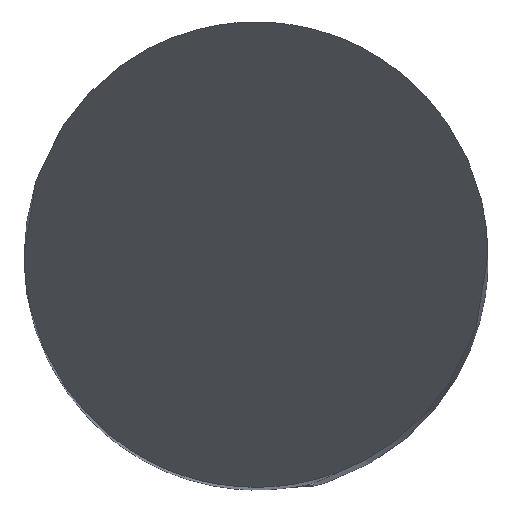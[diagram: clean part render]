
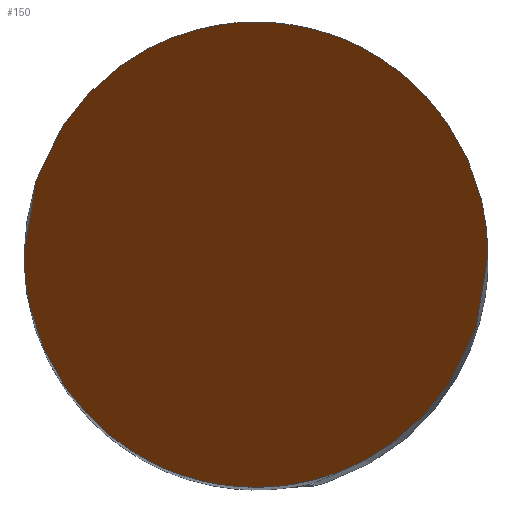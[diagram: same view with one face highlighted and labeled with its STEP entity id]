
A CAD part, top view. The second image highlights one B-rep face of the part: STEP entity #150.
In plain terms, the highlighted planar face has unit normal (0, -0.866, 0.5).
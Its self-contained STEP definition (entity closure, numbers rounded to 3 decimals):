
#150=ADVANCED_FACE('',(#195),#181,.F.);
#181=PLANE('',#610);
#195=FACE_OUTER_BOUND('',#226,.T.);
#226=EDGE_LOOP('',(#259,#260));
#259=ORIENTED_EDGE('',*,*,#469,.F.);
#260=ORIENTED_EDGE('',*,*,#470,.F.);
#417=VERTEX_POINT('',#783);
#418=VERTEX_POINT('',#784);
#469=EDGE_CURVE('',#417,#418,#565,.T.);
#470=EDGE_CURVE('',#418,#417,#566,.T.);
#565=(
BOUNDED_CURVE()
B_SPLINE_CURVE(3,(#779,#780,#781,#782),.UNSPECIFIED.,.F.,.F.)
B_SPLINE_CURVE_WITH_KNOTS((4,4),(0.,1.),.UNSPECIFIED.)
CURVE()
GEOMETRIC_REPRESENTATION_ITEM()
RATIONAL_B_SPLINE_CURVE((1.,0.333,0.333,1.))
REPRESENTATION_ITEM('')
);
#566=(
BOUNDED_CURVE()
B_SPLINE_CURVE(3,(#785,#786,#787,#788),.UNSPECIFIED.,.F.,.F.)
B_SPLINE_CURVE_WITH_KNOTS((4,4),(0.,1.),.UNSPECIFIED.)
CURVE()
GEOMETRIC_REPRESENTATION_ITEM()
RATIONAL_B_SPLINE_CURVE((1.,0.333,0.333,1.))
REPRESENTATION_ITEM('')
);
#610=AXIS2_PLACEMENT_3D('',#789,#655,#656);
#655=DIRECTION('',(0.,0.866,-0.5));
#656=DIRECTION('',(0.,0.5,0.866));
#779=CARTESIAN_POINT('',(2.5,0.,0.));
#780=CARTESIAN_POINT('',(2.5,-5.,-8.66));
#781=CARTESIAN_POINT('',(-2.5,-5.,-8.66));
#782=CARTESIAN_POINT('',(-2.5,0.,0.));
#783=CARTESIAN_POINT('',(2.5,0.,0.));
#784=CARTESIAN_POINT('',(-2.5,0.,0.));
#785=CARTESIAN_POINT('',(-2.5,0.,0.));
#786=CARTESIAN_POINT('',(-2.5,5.,8.66));
#787=CARTESIAN_POINT('',(2.5,5.,8.66));
#788=CARTESIAN_POINT('',(2.5,0.,0.));
#789=CARTESIAN_POINT('',(2.5,2.5,4.33));
